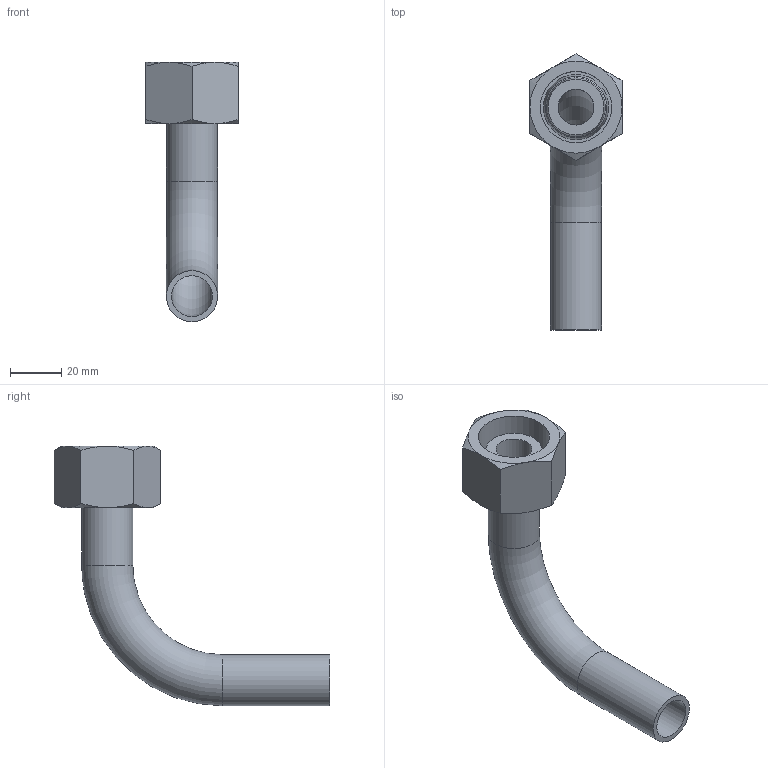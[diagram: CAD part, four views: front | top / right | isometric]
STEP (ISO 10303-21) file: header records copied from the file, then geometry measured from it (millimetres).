
FILE_DESCRIPTION(/* description */ ('STEP AP203'),/* implementation_level */ '2;1');
FILE_NAME(/* name */ 'Welding Cone ASKB 20x2-01',/* time_stamp */ '2025-01-14T14:22:43+01:00',/* author */ ('License CC BY-ND 4.0'),/* organization */ ('CADENAS'),/* preprocessor_version */ 'ST-DEVELOPER v19.3',/* originating_system */ 'PARTsolutions',/* authorisation */ ' ');
FILE_SCHEMA (('CONFIG_CONTROL_DESIGN'));
Length unit declared in the file: millimetre
Products named in the file (1): Schweisskegel ASKB 20x2-01
Bounding box: 36 x 107.78 x 101.5 mm (x, y, z)
Volume: 34441.7 mm3; surface area: 23671.5 mm2
Topology: 1 solids, 1 shells, 38 faces, 75 edges, 45 vertices
Faces by surface type: cone 15, plane 14, cylinder 6, torus 3
Full cylindrical faces by diameter (mm): 14 x1, 16 x1, 20 x3, 27.835 x1
Entity records: 1218 total; most frequent: CARTESIAN_POINT 223, DIRECTION 146, ORIENTED_EDGE 122, AXIS2_PLACEMENT_3D 70, EDGE_CURVE 61, EDGE_LOOP 58, FACE_BOUND 58, VERTEX_POINT 43
